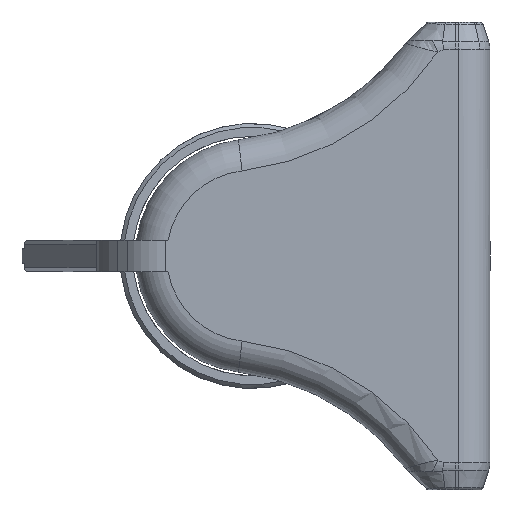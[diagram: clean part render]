
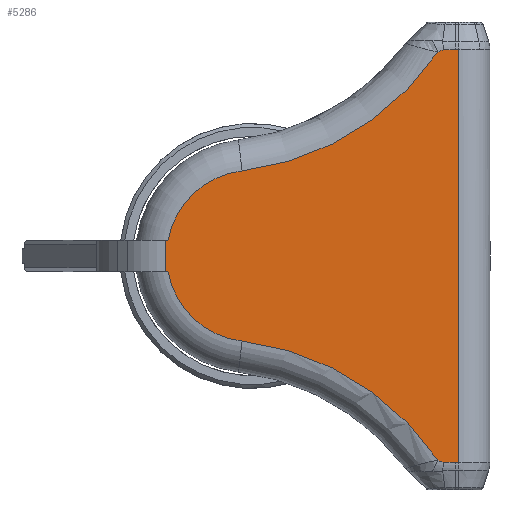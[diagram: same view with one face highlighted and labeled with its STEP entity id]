
A CAD part, left-side view. The second image highlights one B-rep face of the part: STEP entity #5286.
In plain terms, the highlighted planar face has unit normal (-1, 0, 0).
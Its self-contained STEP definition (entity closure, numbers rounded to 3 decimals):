
#275=PLANE('',#5717);
#481=FACE_OUTER_BOUND('',#798,.T.);
#798=EDGE_LOOP('',(#4394,#4395,#4396,#4397,#4398,#4399,#4400,#4401,#4402,
#4403,#4404,#4405,#4406,#4407));
#1114=LINE('',#10326,#1420);
#1134=LINE('',#10424,#1440);
#1169=LINE('',#11058,#1475);
#1170=LINE('',#11078,#1476);
#1171=LINE('',#11080,#1477);
#1172=LINE('',#11082,#1478);
#1420=VECTOR('',#6508,10.);
#1440=VECTOR('',#6536,10.);
#1475=VECTOR('',#6681,10.);
#1476=VECTOR('',#6688,10.);
#1477=VECTOR('',#6689,10.);
#1478=VECTOR('',#6690,10.);
#1670=CIRCLE('',#5718,11.);
#1671=CIRCLE('',#5719,35.455);
#1672=CIRCLE('',#5720,35.455);
#1673=CIRCLE('',#5721,11.);
#1957=B_SPLINE_CURVE_WITH_KNOTS('',3,(#11065,#11066,#11067,#11068,#11069,
#11070,#11071),.UNSPECIFIED.,.F.,.F.,(4,1,2,4),(0.,0.009,
0.059,0.076),.UNSPECIFIED.);
#1958=B_SPLINE_CURVE_WITH_KNOTS('',3,(#11073,#11074,#11075,#11076),
 .UNSPECIFIED.,.F.,.F.,(4,4),(0.,0.154),
 .UNSPECIFIED.);
#1959=B_SPLINE_CURVE_WITH_KNOTS('',3,(#11084,#11085,#11086,#11087,#11088),
 .UNSPECIFIED.,.F.,.F.,(4,1,4),(0.,0.07,0.154),
 .UNSPECIFIED.);
#1960=B_SPLINE_CURVE_WITH_KNOTS('',3,(#11090,#11091,#11092,#11093,#11094),
 .UNSPECIFIED.,.F.,.F.,(4,1,4),(0.,0.017,0.076),
 .UNSPECIFIED.);
#2360=VERTEX_POINT('',#10323);
#2361=VERTEX_POINT('',#10325);
#2380=VERTEX_POINT('',#10404);
#2381=VERTEX_POINT('',#10423);
#2420=VERTEX_POINT('',#11060);
#2421=VERTEX_POINT('',#11062);
#2422=VERTEX_POINT('',#11064);
#2423=VERTEX_POINT('',#11072);
#2424=VERTEX_POINT('',#11077);
#2425=VERTEX_POINT('',#11079);
#2426=VERTEX_POINT('',#11081);
#2427=VERTEX_POINT('',#11083);
#2428=VERTEX_POINT('',#11089);
#2429=VERTEX_POINT('',#11095);
#3007=EDGE_CURVE('',#2361,#2360,#1114,.T.);
#3035=EDGE_CURVE('',#2381,#2380,#1134,.T.);
#3120=EDGE_CURVE('',#2381,#2360,#1169,.T.);
#3121=EDGE_CURVE('',#2420,#2380,#1670,.T.);
#3122=EDGE_CURVE('',#2421,#2420,#1671,.T.);
#3123=EDGE_CURVE('',#2422,#2421,#1957,.T.);
#3124=EDGE_CURVE('',#2423,#2422,#1958,.T.);
#3125=EDGE_CURVE('',#2424,#2423,#1170,.T.);
#3126=EDGE_CURVE('',#2425,#2424,#1171,.T.);
#3127=EDGE_CURVE('',#2426,#2425,#1172,.T.);
#3128=EDGE_CURVE('',#2427,#2426,#1959,.T.);
#3129=EDGE_CURVE('',#2428,#2427,#1960,.T.);
#3130=EDGE_CURVE('',#2429,#2428,#1672,.T.);
#3131=EDGE_CURVE('',#2361,#2429,#1673,.T.);
#4394=ORIENTED_EDGE('',*,*,#3120,.F.);
#4395=ORIENTED_EDGE('',*,*,#3035,.T.);
#4396=ORIENTED_EDGE('',*,*,#3121,.F.);
#4397=ORIENTED_EDGE('',*,*,#3122,.F.);
#4398=ORIENTED_EDGE('',*,*,#3123,.F.);
#4399=ORIENTED_EDGE('',*,*,#3124,.F.);
#4400=ORIENTED_EDGE('',*,*,#3125,.F.);
#4401=ORIENTED_EDGE('',*,*,#3126,.F.);
#4402=ORIENTED_EDGE('',*,*,#3127,.F.);
#4403=ORIENTED_EDGE('',*,*,#3128,.F.);
#4404=ORIENTED_EDGE('',*,*,#3129,.F.);
#4405=ORIENTED_EDGE('',*,*,#3130,.F.);
#4406=ORIENTED_EDGE('',*,*,#3131,.F.);
#4407=ORIENTED_EDGE('',*,*,#3007,.T.);
#5286=ADVANCED_FACE('',(#481),#275,.F.);
#5717=AXIS2_PLACEMENT_3D('',#11059,#6682,#6683);
#5718=AXIS2_PLACEMENT_3D('',#11061,#6684,#6685);
#5719=AXIS2_PLACEMENT_3D('',#11063,#6686,#6687);
#5720=AXIS2_PLACEMENT_3D('',#11096,#6691,#6692);
#5721=AXIS2_PLACEMENT_3D('',#11097,#6693,#6694);
#6508=DIRECTION('',(0.,1.,0.));
#6536=DIRECTION('',(0.,-1.,0.));
#6681=DIRECTION('',(0.,0.,1.));
#6682=DIRECTION('center_axis',(1.,0.,0.));
#6683=DIRECTION('ref_axis',(0.,0.,-1.));
#6684=DIRECTION('center_axis',(1.,0.,0.));
#6685=DIRECTION('ref_axis',(0.,1.,0.));
#6686=DIRECTION('center_axis',(-1.,0.,0.));
#6687=DIRECTION('ref_axis',(0.,-0.544,0.839));
#6688=DIRECTION('',(0.,1.,0.));
#6689=DIRECTION('',(0.,0.,-1.));
#6690=DIRECTION('',(0.,-1.,0.));
#6691=DIRECTION('center_axis',(-1.,0.,0.));
#6692=DIRECTION('ref_axis',(0.,-0.544,-0.839));
#6693=DIRECTION('center_axis',(1.,0.,0.));
#6694=DIRECTION('ref_axis',(0.,1.,0.));
#10323=CARTESIAN_POINT('',(0.,11.101,2.));
#10325=CARTESIAN_POINT('',(0.,10.817,2.));
#10326=CARTESIAN_POINT('',(0.,6.,2.));
#10404=CARTESIAN_POINT('',(0.,10.817,-2.));
#10423=CARTESIAN_POINT('',(0.,11.101,-2.));
#10424=CARTESIAN_POINT('',(0.,20.,-2.));
#11058=CARTESIAN_POINT('',(0.,11.101,-0.5));
#11059=CARTESIAN_POINT('Origin',(0.,0.,0.));
#11060=CARTESIAN_POINT('',(0.,1.304,-10.922));
#11061=CARTESIAN_POINT('Origin',(0.,0.,0.));
#11062=CARTESIAN_POINT('',(0.,-23.812,-26.189));
#11063=CARTESIAN_POINT('Origin',(0.,5.506,-46.128));
#11064=CARTESIAN_POINT('',(0.,-24.529,-26.431));
#11065=CARTESIAN_POINT('Ctrl Pts',(0.,-24.529,-26.431));
#11066=CARTESIAN_POINT('Ctrl Pts',(0.,-24.499,-26.428));
#11067=CARTESIAN_POINT('Ctrl Pts',(0.,-24.303,-26.402));
#11068=CARTESIAN_POINT('Ctrl Pts',(0.,-24.116,-26.331));
#11069=CARTESIAN_POINT('Ctrl Pts',(0.,-23.912,-26.239));
#11070=CARTESIAN_POINT('Ctrl Pts',(0.,-23.862,-26.215));
#11071=CARTESIAN_POINT('Ctrl Pts',(0.,-23.812,-26.189));
#11072=CARTESIAN_POINT('',(0.,-26.069,-26.513));
#11073=CARTESIAN_POINT('Ctrl Pts',(0.,-26.069,-26.513));
#11074=CARTESIAN_POINT('Ctrl Pts',(0.,-25.555,-26.513));
#11075=CARTESIAN_POINT('Ctrl Pts',(0.,-25.042,-26.475));
#11076=CARTESIAN_POINT('Ctrl Pts',(0.,-24.529,-26.431));
#11077=CARTESIAN_POINT('',(0.,-26.5,-26.513));
#11078=CARTESIAN_POINT('',(0.,-3.375,-26.513));
#11079=CARTESIAN_POINT('',(0.,-26.5,26.513));
#11080=CARTESIAN_POINT('',(0.,-26.5,-15.));
#11081=CARTESIAN_POINT('',(0.,-26.069,26.513));
#11082=CARTESIAN_POINT('',(0.,-7.125,26.513));
#11083=CARTESIAN_POINT('',(0.,-24.529,26.431));
#11084=CARTESIAN_POINT('Ctrl Pts',(0.,-24.529,26.431));
#11085=CARTESIAN_POINT('Ctrl Pts',(0.,-24.763,26.451));
#11086=CARTESIAN_POINT('Ctrl Pts',(0.,-25.276,26.494));
#11087=CARTESIAN_POINT('Ctrl Pts',(0.,-25.79,26.513));
#11088=CARTESIAN_POINT('Ctrl Pts',(0.,-26.069,26.513));
#11089=CARTESIAN_POINT('',(0.,-23.812,26.189));
#11090=CARTESIAN_POINT('Ctrl Pts',(0.,-23.812,26.189));
#11091=CARTESIAN_POINT('Ctrl Pts',(0.,-23.862,26.215));
#11092=CARTESIAN_POINT('Ctrl Pts',(0.,-24.09,26.324));
#11093=CARTESIAN_POINT('Ctrl Pts',(0.,-24.332,26.414));
#11094=CARTESIAN_POINT('Ctrl Pts',(0.,-24.529,26.431));
#11095=CARTESIAN_POINT('',(0.,1.304,10.922));
#11096=CARTESIAN_POINT('Origin',(0.,5.506,46.128));
#11097=CARTESIAN_POINT('Origin',(0.,0.,0.));
